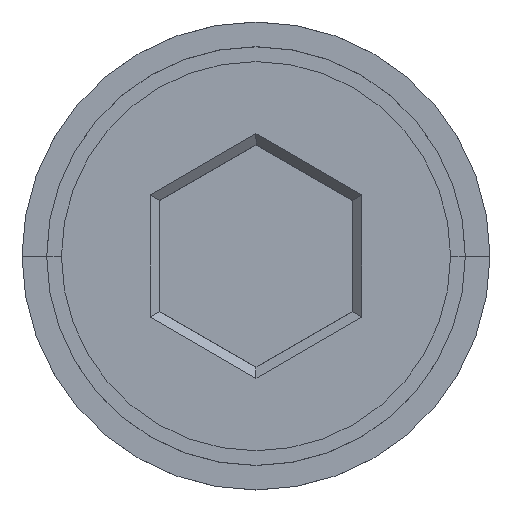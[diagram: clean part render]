
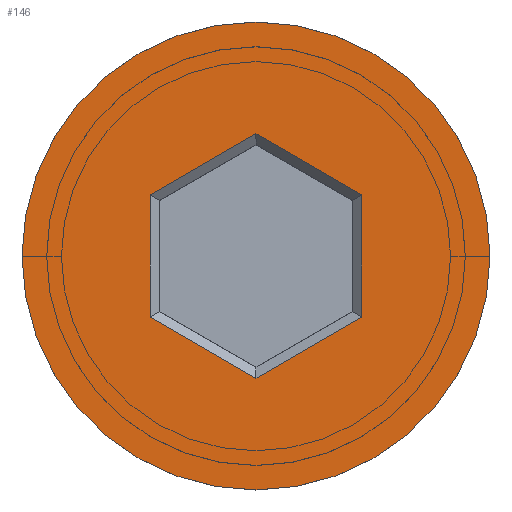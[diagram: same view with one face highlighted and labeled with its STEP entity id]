
A CAD part, top view. The second image highlights one B-rep face of the part: STEP entity #146.
In plain terms, the highlighted planar face has unit normal (0, 0, 1).
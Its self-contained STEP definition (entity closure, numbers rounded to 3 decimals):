
#27 = EDGE_LOOP ( 'NONE', ( #460, #680, #717, #623, #762, #1126 ) ) ;
#50 = CARTESIAN_POINT ( 'NONE',  ( 2.15, -1.126, 0. ) ) ;
#52 = CARTESIAN_POINT ( 'NONE',  ( -2.15, 1.241, 0. ) ) ;
#115 = CARTESIAN_POINT ( 'NONE',  ( -0.1, 2.425, 0. ) ) ;
#120 = VERTEX_POINT ( 'NONE', #1080 ) ;
#146 = ADVANCED_FACE ( 'NONE', ( #860, #739 ), #219, .T. ) ;
#157 = CARTESIAN_POINT ( 'NONE',  ( 0.1, -2.425, 0. ) ) ;
#160 = EDGE_CURVE ( 'NONE', #1273, #120, #786, .T. ) ;
#193 = VECTOR ( 'NONE', #1343, 1000. ) ;
#203 = DIRECTION ( 'NONE',  ( 1., 0., 0. ) ) ;
#219 = PLANE ( 'NONE',  #260 ) ;
#258 = VECTOR ( 'NONE', #1304, 1000. ) ;
#260 = AXIS2_PLACEMENT_3D ( 'NONE', #1101, #614, #203 ) ;
#288 = CARTESIAN_POINT ( 'NONE',  ( 4.75, 0., 0. ) ) ;
#298 = DIRECTION ( 'NONE',  ( 0.866, -0.5, 0. ) ) ;
#304 = ORIENTED_EDGE ( 'NONE', *, *, #160, .T. ) ;
#320 = CARTESIAN_POINT ( 'NONE',  ( -2.15, -1.241, 0. ) ) ;
#340 = EDGE_CURVE ( 'NONE', #1031, #967, #699, .T. ) ;
#343 = VERTEX_POINT ( 'NONE', #52 ) ;
#364 = EDGE_CURVE ( 'NONE', #120, #1273, #551, .T. ) ;
#408 = CARTESIAN_POINT ( 'NONE',  ( 0., 0., 0. ) ) ;
#439 = DIRECTION ( 'NONE',  ( 0., 0., 1. ) ) ;
#460 = ORIENTED_EDGE ( 'NONE', *, *, #811, .T. ) ;
#503 = LINE ( 'NONE', #845, #555 ) ;
#534 = LINE ( 'NONE', #855, #740 ) ;
#545 = CARTESIAN_POINT ( 'NONE',  ( 0., -2.483, 0. ) ) ;
#551 = CIRCLE ( 'NONE', #809, 4.75 ) ;
#555 = VECTOR ( 'NONE', #1158, 1000. ) ;
#569 = EDGE_LOOP ( 'NONE', ( #304, #682 ) ) ;
#591 = LINE ( 'NONE', #50, #193 ) ;
#613 = VECTOR ( 'NONE', #1039, 1000. ) ;
#614 = DIRECTION ( 'NONE',  ( 0., 0., 1. ) ) ;
#623 = ORIENTED_EDGE ( 'NONE', *, *, #800, .T. ) ;
#630 = CARTESIAN_POINT ( 'NONE',  ( -2.05, -1.299, 0. ) ) ;
#651 = DIRECTION ( 'NONE',  ( 1., 0., 0. ) ) ;
#660 = LINE ( 'NONE', #115, #258 ) ;
#680 = ORIENTED_EDGE ( 'NONE', *, *, #1297, .T. ) ;
#682 = ORIENTED_EDGE ( 'NONE', *, *, #364, .T. ) ;
#699 = LINE ( 'NONE', #157, #613 ) ;
#717 = ORIENTED_EDGE ( 'NONE', *, *, #1419, .T. ) ;
#738 = AXIS2_PLACEMENT_3D ( 'NONE', #1193, #439, #651 ) ;
#739 = FACE_OUTER_BOUND ( 'NONE', #569, .T. ) ;
#740 = VECTOR ( 'NONE', #298, 1000. ) ;
#754 = DIRECTION ( 'NONE',  ( 1., 0., 0. ) ) ;
#762 = ORIENTED_EDGE ( 'NONE', *, *, #1129, .T. ) ;
#786 = CIRCLE ( 'NONE', #738, 4.75 ) ;
#788 = VERTEX_POINT ( 'NONE', #1286 ) ;
#800 = EDGE_CURVE ( 'NONE', #1160, #788, #534, .T. ) ;
#809 = AXIS2_PLACEMENT_3D ( 'NONE', #408, #1384, #754 ) ;
#811 = EDGE_CURVE ( 'NONE', #967, #1293, #842, .T. ) ;
#842 = LINE ( 'NONE', #630, #931 ) ;
#845 = CARTESIAN_POINT ( 'NONE',  ( -2.15, 1.126, 0. ) ) ;
#855 = CARTESIAN_POINT ( 'NONE',  ( 2.05, 1.299, 0. ) ) ;
#860 = FACE_BOUND ( 'NONE', #27, .T. ) ;
#931 = VECTOR ( 'NONE', #1393, 1000. ) ;
#967 = VERTEX_POINT ( 'NONE', #545 ) ;
#1031 = VERTEX_POINT ( 'NONE', #1221 ) ;
#1039 = DIRECTION ( 'NONE',  ( -0.866, -0.5, 0. ) ) ;
#1052 = CARTESIAN_POINT ( 'NONE',  ( 0., 2.483, 0. ) ) ;
#1080 = CARTESIAN_POINT ( 'NONE',  ( -4.75, 0., 0. ) ) ;
#1101 = CARTESIAN_POINT ( 'NONE',  ( 0., 0., 0. ) ) ;
#1126 = ORIENTED_EDGE ( 'NONE', *, *, #340, .T. ) ;
#1129 = EDGE_CURVE ( 'NONE', #788, #1031, #591, .T. ) ;
#1158 = DIRECTION ( 'NONE',  ( 0., 1., 0. ) ) ;
#1160 = VERTEX_POINT ( 'NONE', #1052 ) ;
#1193 = CARTESIAN_POINT ( 'NONE',  ( 0., 0., 0. ) ) ;
#1221 = CARTESIAN_POINT ( 'NONE',  ( 2.15, -1.241, 0. ) ) ;
#1273 = VERTEX_POINT ( 'NONE', #288 ) ;
#1286 = CARTESIAN_POINT ( 'NONE',  ( 2.15, 1.241, 0. ) ) ;
#1293 = VERTEX_POINT ( 'NONE', #320 ) ;
#1297 = EDGE_CURVE ( 'NONE', #1293, #343, #503, .T. ) ;
#1304 = DIRECTION ( 'NONE',  ( 0.866, 0.5, 0. ) ) ;
#1343 = DIRECTION ( 'NONE',  ( 0., -1., 0. ) ) ;
#1384 = DIRECTION ( 'NONE',  ( 0., 0., 1. ) ) ;
#1393 = DIRECTION ( 'NONE',  ( -0.866, 0.5, 0. ) ) ;
#1419 = EDGE_CURVE ( 'NONE', #343, #1160, #660, .T. ) ;
